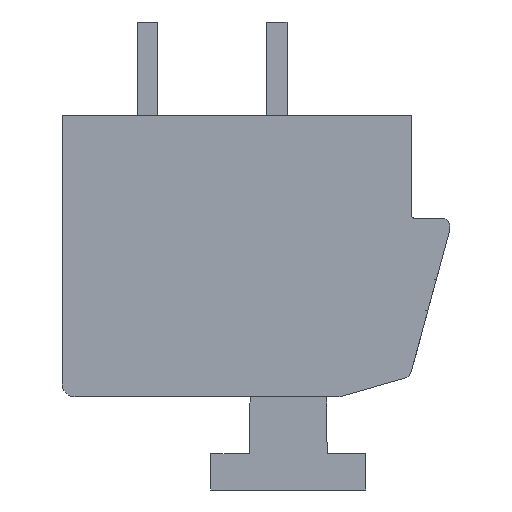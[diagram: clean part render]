
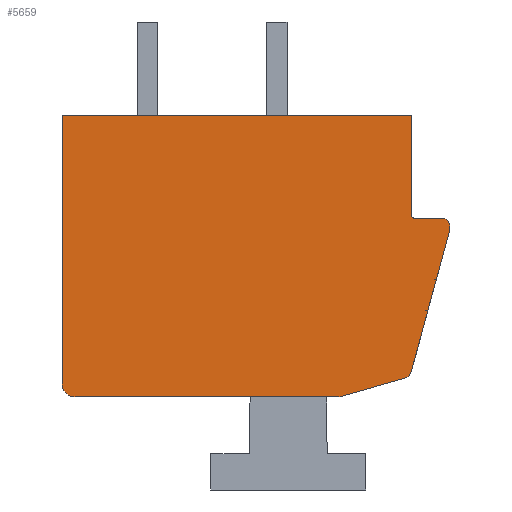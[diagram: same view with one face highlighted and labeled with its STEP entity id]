
A CAD part, front view. The second image highlights one B-rep face of the part: STEP entity #5659.
In plain terms, the highlighted planar face has unit normal (0, -1, 0).
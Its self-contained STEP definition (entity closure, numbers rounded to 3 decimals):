
#1=CARTESIAN_POINT('',(7.2,-43.75,1.15));
#2=DIRECTION('',(0.,-1.,0.));
#3=DIRECTION('',(1.,0.,0.));
#4=AXIS2_PLACEMENT_3D('',#1,#2,#3);
#6=DIRECTION('',(0.,0.,-1.));
#7=VECTOR('',#6,0.119);
#8=CARTESIAN_POINT('',(7.5,-43.75,1.15));
#9=LINE('',#8,#7);
#10=DIRECTION('',(0.262,0.,0.965));
#11=VECTOR('',#10,5.739);
#12=CARTESIAN_POINT('',(5.994,-43.75,-4.507));
#13=LINE('',#12,#11);
#14=CARTESIAN_POINT('',(5.705,-43.75,-4.428));
#15=DIRECTION('',(0.,-1.,0.));
#16=DIRECTION('',(0.274,0.,-0.962));
#17=AXIS2_PLACEMENT_3D('',#14,#15,#16);
#19=DIRECTION('',(0.962,0.,0.274));
#20=VECTOR('',#19,2.679);
#21=CARTESIAN_POINT('',(3.21,-43.75,-5.45));
#22=LINE('',#21,#20);
#23=DIRECTION('',(-1.,0.,0.));
#24=VECTOR('',#23,10.21);
#25=CARTESIAN_POINT('',(3.21,-43.75,-5.45));
#26=LINE('',#25,#24);
#27=CARTESIAN_POINT('',(-7.,-43.75,-4.95));
#28=DIRECTION('',(0.,-1.,0.));
#29=DIRECTION('',(-1.,0.,0.));
#30=AXIS2_PLACEMENT_3D('',#27,#28,#29);
#32=DIRECTION('',(0.,0.,1.));
#33=VECTOR('',#32,10.4);
#34=CARTESIAN_POINT('',(-7.5,-43.75,-4.95));
#35=LINE('',#34,#33);
#36=DIRECTION('',(1.,0.,0.));
#37=VECTOR('',#36,13.5);
#38=CARTESIAN_POINT('',(-7.5,-43.75,5.45));
#39=LINE('',#38,#37);
#40=DIRECTION('',(0.,0.,-1.));
#41=VECTOR('',#40,3.85);
#42=CARTESIAN_POINT('',(6.,-43.75,5.45));
#43=LINE('',#42,#41);
#44=DIRECTION('',(1.,0.,0.));
#45=VECTOR('',#44,1.05);
#46=CARTESIAN_POINT('',(6.15,-43.75,1.45));
#47=LINE('',#46,#45);
#60=CARTESIAN_POINT('',(6.15,-43.75,1.6));
#61=DIRECTION('',(0.,1.,0.));
#62=DIRECTION('',(0.,0.,-1.));
#63=AXIS2_PLACEMENT_3D('',#60,#61,#62);
#4518=CARTESIAN_POINT('',(-7.5,-43.75,5.45));
#4519=CARTESIAN_POINT('',(6.,-43.75,5.45));
#4520=VERTEX_POINT('',#4518);
#4521=VERTEX_POINT('',#4519);
#4522=CARTESIAN_POINT('',(6.,-43.75,1.6));
#4523=VERTEX_POINT('',#4522);
#4524=CARTESIAN_POINT('',(6.15,-43.75,1.45));
#4525=VERTEX_POINT('',#4524);
#4526=CARTESIAN_POINT('',(7.5,-43.75,1.15));
#4527=CARTESIAN_POINT('',(7.2,-43.75,1.45));
#4528=VERTEX_POINT('',#4526);
#4529=VERTEX_POINT('',#4527);
#4530=CARTESIAN_POINT('',(5.787,-43.75,-4.716));
#4531=CARTESIAN_POINT('',(5.994,-43.75,-4.507));
#4532=VERTEX_POINT('',#4530);
#4533=VERTEX_POINT('',#4531);
#4534=CARTESIAN_POINT('',(-7.5,-43.75,-4.95));
#4535=CARTESIAN_POINT('',(-7.,-43.75,-5.45));
#4536=VERTEX_POINT('',#4534);
#4537=VERTEX_POINT('',#4535);
#4538=CARTESIAN_POINT('',(3.21,-43.75,-5.45));
#4539=VERTEX_POINT('',#4538);
#4540=CARTESIAN_POINT('',(7.5,-43.75,1.031));
#4541=VERTEX_POINT('',#4540);
#5628=CARTESIAN_POINT('',(0.,-43.75,0.));
#5629=DIRECTION('',(0.,1.,0.));
#5630=DIRECTION('',(1.,0.,0.));
#5631=AXIS2_PLACEMENT_3D('',#5628,#5629,#5630);
#5632=PLANE('',#5631);
#5634=ORIENTED_EDGE('',*,*,#5633,.F.);
#5636=ORIENTED_EDGE('',*,*,#5635,.T.);
#5638=ORIENTED_EDGE('',*,*,#5637,.F.);
#5640=ORIENTED_EDGE('',*,*,#5639,.F.);
#5642=ORIENTED_EDGE('',*,*,#5641,.F.);
#5644=ORIENTED_EDGE('',*,*,#5643,.T.);
#5646=ORIENTED_EDGE('',*,*,#5645,.F.);
#5648=ORIENTED_EDGE('',*,*,#5647,.T.);
#5650=ORIENTED_EDGE('',*,*,#5649,.T.);
#5652=ORIENTED_EDGE('',*,*,#5651,.T.);
#5654=ORIENTED_EDGE('',*,*,#5653,.F.);
#5656=ORIENTED_EDGE('',*,*,#5655,.T.);
#5657=EDGE_LOOP('',(#5634,#5636,#5638,#5640,#5642,#5644,#5646,#5648,#5650,#5652,
#5654,#5656));
#5658=FACE_OUTER_BOUND('',#5657,.F.);
#5659=ADVANCED_FACE('',(#5658),#5632,.F.);
#5=CIRCLE('',#4,0.3);
#18=CIRCLE('',#17,0.3);
#31=CIRCLE('',#30,0.5);
#64=CIRCLE('',#63,0.15);
#5633=EDGE_CURVE('',#4528,#4529,#5,.T.);
#5635=EDGE_CURVE('',#4528,#4541,#9,.T.);
#5637=EDGE_CURVE('',#4533,#4541,#13,.T.);
#5639=EDGE_CURVE('',#4532,#4533,#18,.T.);
#5641=EDGE_CURVE('',#4539,#4532,#22,.T.);
#5643=EDGE_CURVE('',#4539,#4537,#26,.T.);
#5645=EDGE_CURVE('',#4536,#4537,#31,.T.);
#5647=EDGE_CURVE('',#4536,#4520,#35,.T.);
#5649=EDGE_CURVE('',#4520,#4521,#39,.T.);
#5651=EDGE_CURVE('',#4521,#4523,#43,.T.);
#5653=EDGE_CURVE('',#4525,#4523,#64,.T.);
#5655=EDGE_CURVE('',#4525,#4529,#47,.T.);
